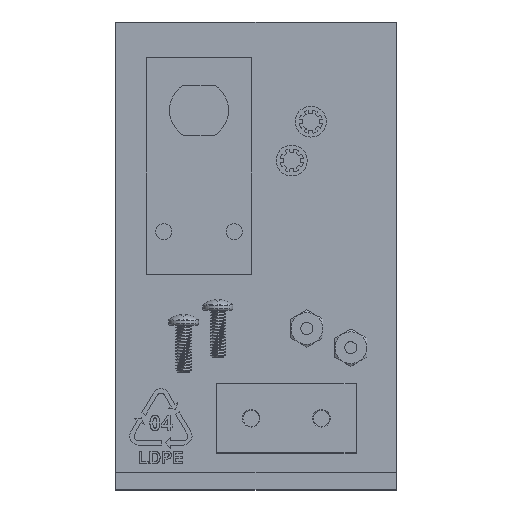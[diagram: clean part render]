
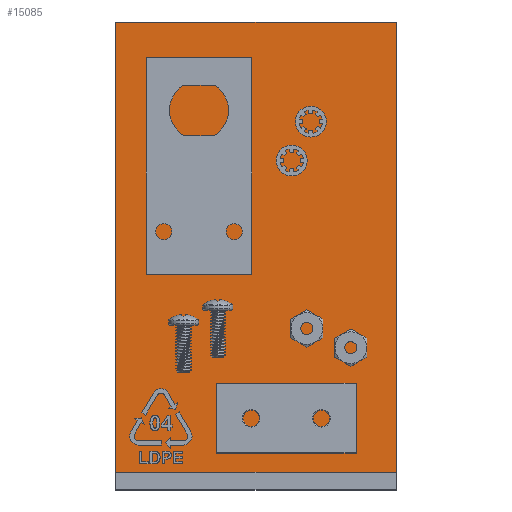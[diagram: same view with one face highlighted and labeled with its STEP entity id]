
A CAD part, top view. The second image highlights one B-rep face of the part: STEP entity #15085.
In plain terms, the highlighted planar face has unit normal (0, 0, 1).
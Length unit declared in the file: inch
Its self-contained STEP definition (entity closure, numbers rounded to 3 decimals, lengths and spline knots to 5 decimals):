
#713 = LINE ( 'NONE', #16339, #14545 ) ;
#1115 = VERTEX_POINT ( 'NONE', #9377 ) ;
#1347 = CARTESIAN_POINT ( 'NONE',  ( -1.47221, 1.91542, 0.01 ) ) ;
#1830 = VECTOR ( 'NONE', #12911, 39.37008 ) ;
#1988 = EDGE_CURVE ( 'NONE', #13866, #8375, #3683, .T. ) ;
#2332 = EDGE_LOOP ( 'NONE', ( #16714, #9000, #3796, #8360 ) ) ;
#2600 = CARTESIAN_POINT ( 'NONE',  ( -1.47221, -1.08458, 0.01 ) ) ;
#2993 = CARTESIAN_POINT ( 'NONE',  ( -1.47221, 1.91542, 0.01 ) ) ;
#3417 = DIRECTION ( 'NONE',  ( 1., 0., 0. ) ) ;
#3446 = EDGE_CURVE ( 'NONE', #1115, #8929, #713, .T. ) ;
#3672 = DIRECTION ( 'NONE',  ( 0., 0., 1. ) ) ;
#3683 = LINE ( 'NONE', #1347, #1830 ) ;
#3796 = ORIENTED_EDGE ( 'NONE', *, *, #3446, .T. ) ;
#4309 = LINE ( 'NONE', #14871, #5945 ) ;
#4318 = DIRECTION ( 'NONE',  ( 0., 1., 0. ) ) ;
#4856 = PLANE ( 'NONE',  #16030 ) ;
#5614 = DIRECTION ( 'NONE',  ( 1., 0., 0. ) ) ;
#5945 = VECTOR ( 'NONE', #5614, 39.37008 ) ;
#6133 = DIRECTION ( 'NONE',  ( -1., 0., 0. ) ) ;
#7188 = EDGE_CURVE ( 'NONE', #13866, #1115, #4309, .T. ) ;
#7306 = CARTESIAN_POINT ( 'NONE',  ( 3.33879, 1.91542, 0.01 ) ) ;
#7428 = LINE ( 'NONE', #11066, #12894 ) ;
#8360 = ORIENTED_EDGE ( 'NONE', *, *, #8448, .T. ) ;
#8375 = VERTEX_POINT ( 'NONE', #2993 ) ;
#8448 = EDGE_CURVE ( 'NONE', #8929, #8375, #7428, .T. ) ;
#8929 = VERTEX_POINT ( 'NONE', #7306 ) ;
#9000 = ORIENTED_EDGE ( 'NONE', *, *, #7188, .T. ) ;
#9377 = CARTESIAN_POINT ( 'NONE',  ( 3.33879, -1.08458, 0.01 ) ) ;
#11066 = CARTESIAN_POINT ( 'NONE',  ( 3.33879, 1.91542, 0.01 ) ) ;
#11341 = FACE_OUTER_BOUND ( 'NONE', #2332, .T. ) ;
#12894 = VECTOR ( 'NONE', #6133, 39.37008 ) ;
#12911 = DIRECTION ( 'NONE',  ( 0., 1., 0. ) ) ;
#13866 = VERTEX_POINT ( 'NONE', #2600 ) ;
#14545 = VECTOR ( 'NONE', #4318, 39.37008 ) ;
#14871 = CARTESIAN_POINT ( 'NONE',  ( -1.66121, -1.08458, 0.01 ) ) ;
#15085 = ADVANCED_FACE ( 'NONE', ( #11341 ), #4856, .T. ) ;
#16030 = AXIS2_PLACEMENT_3D ( 'NONE', #16794, #3672, #3417 ) ;
#16339 = CARTESIAN_POINT ( 'NONE',  ( 3.33879, -1.08458, 0.01 ) ) ;
#16714 = ORIENTED_EDGE ( 'NONE', *, *, #1988, .F. ) ;
#16794 = CARTESIAN_POINT ( 'NONE',  ( -1.66121, -1.08458, 0.01 ) ) ;
